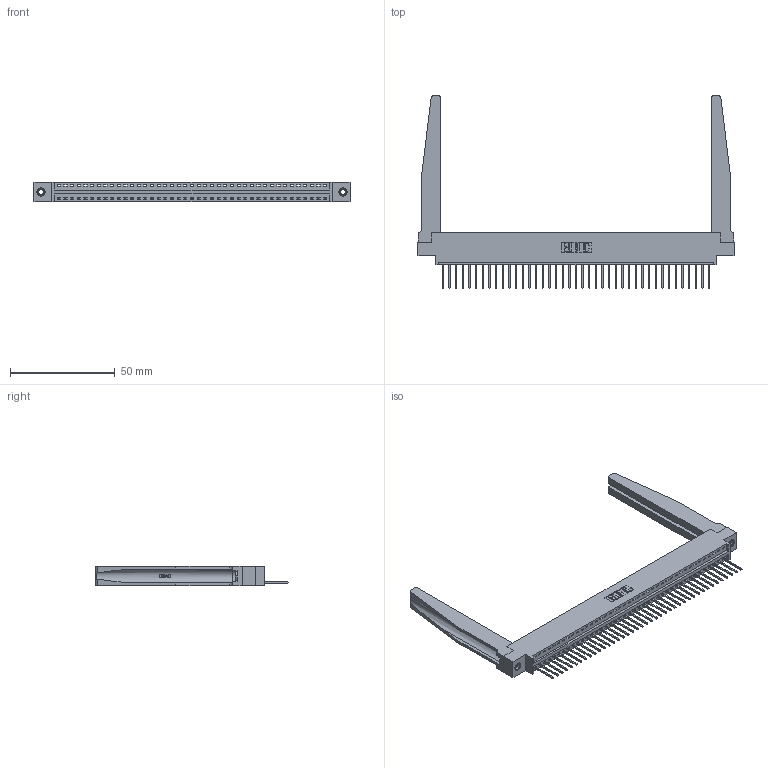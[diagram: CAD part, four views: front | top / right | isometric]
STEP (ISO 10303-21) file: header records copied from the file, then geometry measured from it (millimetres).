
FILE_DESCRIPTION (( 'STEP AP203' ), '1' );
FILE_NAME ('346-041-522-678.STEP', '2022-05-07T11:50:42', ( '' ), ( '' ), 'SwSTEP 2.0', 'SolidWorks 2020', '' );
FILE_SCHEMA (( 'CONFIG_CONTROL_DESIGN' ));
Length unit declared in the file: inch
Products named in the file (5): 345-250-001_345-250-001-102; 346-041-522-678; 346 Part_0.170 Offset - 0.156 Dia-TH; 346-220-078_345-220-078; 345-292-001_345-293-122
Assembly tree (46 placements, depth 2):
  346-041-522-678
    346 Part_0.170 Offset - 0.156 Dia-TH
    345-292-001_345-293-122  x41
    346-220-078_345-220-078  x2
    345-250-001_345-250-001-102  x2
Bounding box: 150.75 x 91.69 x 9.4 mm (x, y, z)
Volume: 21164.4 mm3; surface area: 24690.4 mm2
Topology: 46 solids, 46 shells, 2752 faces, 8201 edges, 5402 vertices
Faces by surface type: plane 1876, cylinder 824, bspline 36, cone 12, torus 4
Entity records: 30894 total; most frequent: CARTESIAN_POINT 6212, ORIENTED_EDGE 5074, DIRECTION 4465, EDGE_CURVE 2537, VECTOR 2147, LINE 2147, VERTEX_POINT 1684, AXIS2_PLACEMENT_3D 1159
